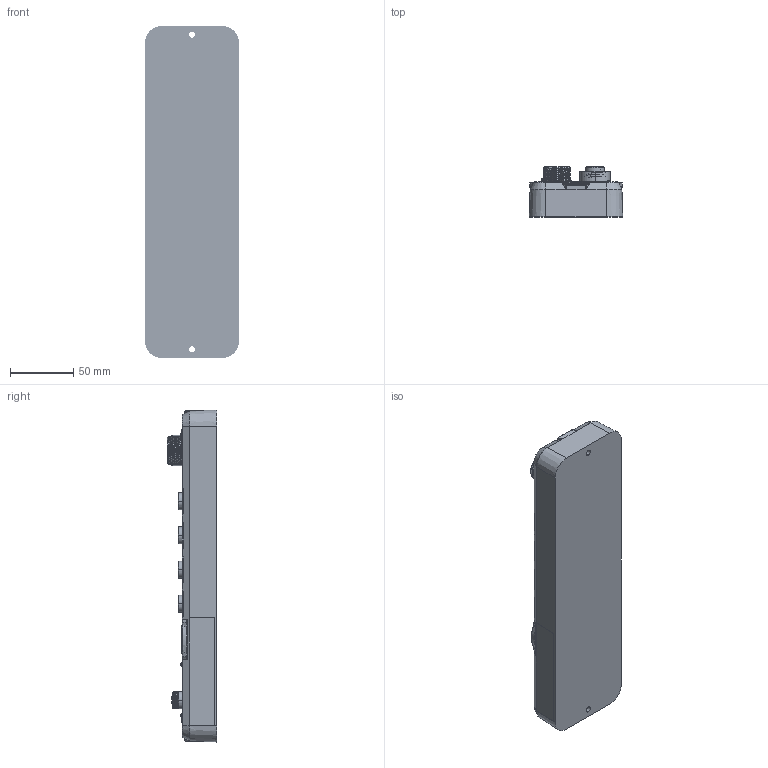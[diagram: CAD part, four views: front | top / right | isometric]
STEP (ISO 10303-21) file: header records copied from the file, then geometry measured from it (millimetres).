
FILE_DESCRIPTION((''),'2;1');
FILE_NAME('250949_SM01_ASM','2025-09-03T10:39:31',('banengservice'),('BANNER ENGINEERING'),'CREO PARAMETRIC BY PTC INC, 2022414','CREO PARAMETRIC BY PTC INC, 2022414','');
FILE_SCHEMA(('CONFIG_CONTROL_DESIGN'));
Products named in the file (2): 250949_EP01; 250949_SM01_ASM
Assembly tree (1 placements, depth 2):
  250949_SM01_ASM
    250949_EP01
Bounding box: 73.91 x 39.4 x 261.91 mm (x, y, z)
Volume: 517028.1 mm3; surface area: 74573.3 mm2
Topology: 1 solids, 1 shells, 2997 faces, 7672 edges, 4931 vertices
Faces by surface type: plane 1200, cylinder 925, cone 552, bspline 133, extrusion 82, sphere 59, torus 46
Entity records: 136437 total; most frequent: CARTESIAN_POINT 65609, ORIENTED_EDGE 15232, DIRECTION 14101, EDGE_CURVE 7616, AXIS2_PLACEMENT_3D 5480, VERTEX_POINT 4931, EDGE_LOOP 3311, VECTOR 3141
